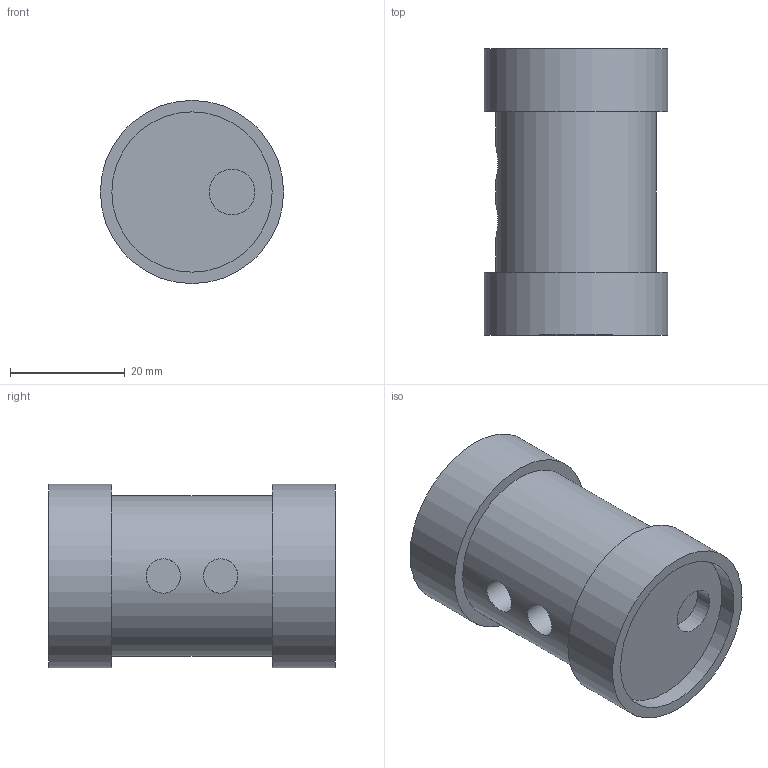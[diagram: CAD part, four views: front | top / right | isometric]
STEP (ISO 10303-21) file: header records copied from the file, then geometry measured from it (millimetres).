
FILE_DESCRIPTION(/* description */ (''),/* implementation_level */ '2;1');
FILE_NAME(/* name */ 'Middle handle.stp',/* time_stamp */ '2022-08-16T10:28:30-04:00',/* author */ ('turbo'),/* organization */ (''),/* preprocessor_version */ 'ST-DEVELOPER v18.1',/* originating_system */ 'Autodesk Inventor 2022',/* authorisation */ '');
FILE_SCHEMA (('AUTOMOTIVE_DESIGN { 1 0 10303 214 3 1 1 }'));
Length unit declared in the file: millimetre
Products named in the file (1): Middle handle
Bounding box: 32 x 50 x 32 mm (x, y, z)
Volume: 31433.1 mm3; surface area: 7668.2 mm2
Topology: 1 solids, 1 shells, 20 faces, 32 edges, 22 vertices
Faces by surface type: plane 11, cylinder 9
Full cylindrical faces by diameter (mm): 6 x2, 8 x1, 28 x3, 32 x2
Entity records: 600 total; most frequent: CARTESIAN_POINT 145, DIRECTION 86, ORIENTED_EDGE 64, AXIS2_PLACEMENT_3D 37, EDGE_CURVE 32, EDGE_LOOP 28, VERTEX_POINT 22, STYLED_ITEM 21
